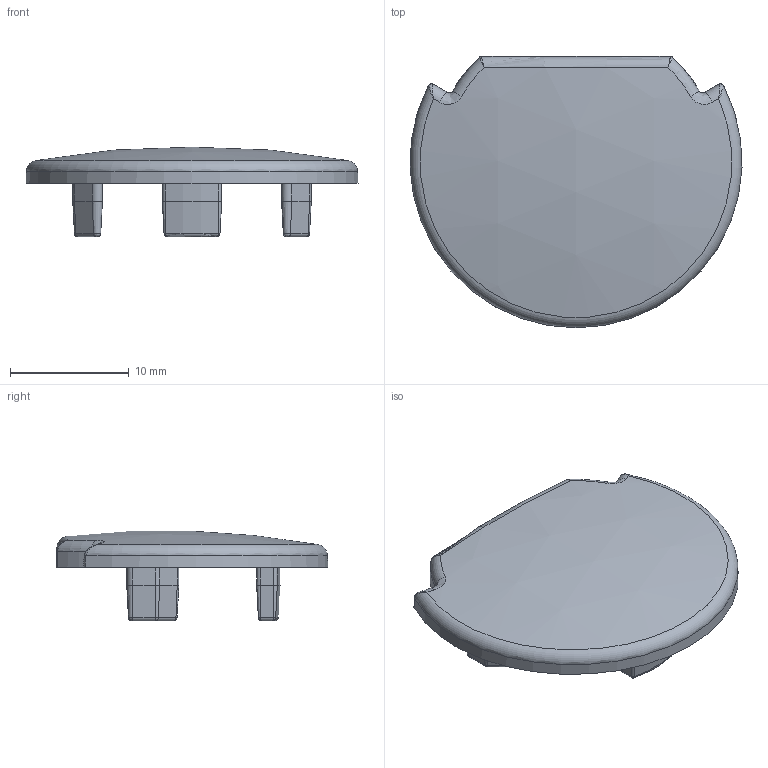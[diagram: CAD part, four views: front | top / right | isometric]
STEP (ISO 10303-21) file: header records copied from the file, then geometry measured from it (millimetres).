
FILE_DESCRIPTION(/* description */ (''),/* implementation_level */ '2;1');
FILE_NAME(/* name */ '220029.stp',/* time_stamp */ '2020-01-02T16:27:52+01:00',/* author */ ('Spacek'),/* organization */ ('Alutec K&K'),/* preprocessor_version */ 'ST-DEVELOPER v17',/* originating_system */ 'Autodesk Inventor 2018',/* authorisation */ '');
FILE_SCHEMA (('AUTOMOTIVE_DESIGN { 1 0 10303 214 3 1 1 }'));
Length unit declared in the file: millimetre
Products named in the file (1): 220029
Bounding box: 27.98 x 22.9 x 7.56 mm (x, y, z)
Volume: 992.7 mm3; surface area: 1412.6 mm2
Topology: 1 solids, 1 shells, 159 faces, 357 edges, 196 vertices
Faces by surface type: bspline 46, plane 30, torus 28, cylinder 27, cone 26, sphere 2
Entity records: 7538 total; most frequent: CARTESIAN_POINT 4191, DIRECTION 700, ORIENTED_EDGE 698, EDGE_CURVE 349, AXIS2_PLACEMENT_3D 298, VERTEX_POINT 196, EDGE_LOOP 163, CIRCLE 163
